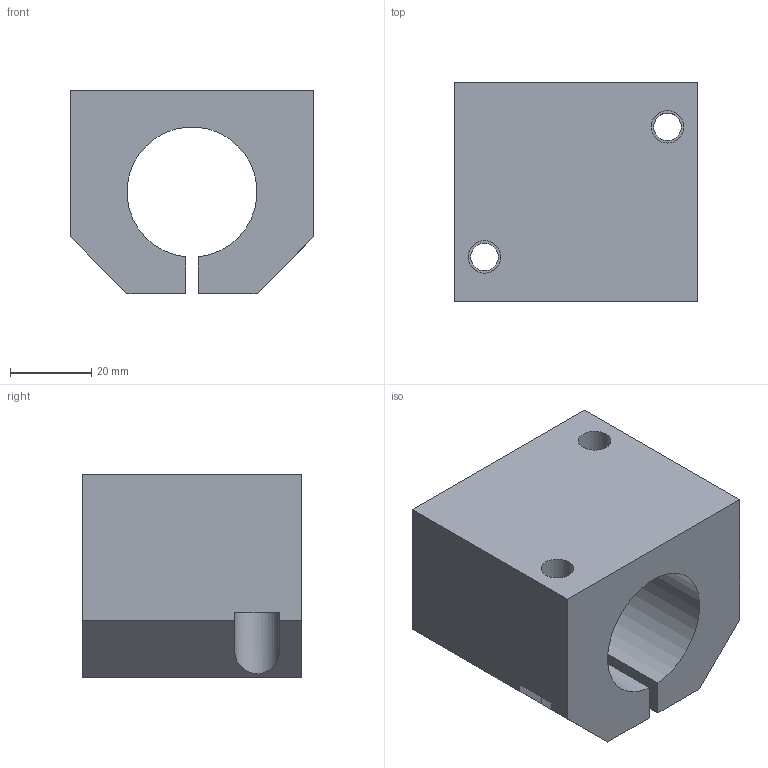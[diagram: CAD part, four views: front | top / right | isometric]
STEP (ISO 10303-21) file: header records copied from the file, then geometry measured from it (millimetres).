
FILE_DESCRIPTION( ( 'STEP AP214' ), '1' );
FILE_NAME( 'SGE-20.stp', '2010-02-01T12:33:45', ( ' ' ), ( ' ' ), 'XStep 1.0', ' ', ' ' );
FILE_SCHEMA( ( 'CONFIG_CONTROL_DESIGN) ( )' ) );
Length unit declared in the file: metre
Products named in the file (1): 1
Bounding box: 60 x 54 x 50 mm (x, y, z)
Volume: 101161.4 mm3; surface area: 23170.9 mm2
Topology: 1 solids, 1 shells, 29 faces, 74 edges, 50 vertices
Faces by surface type: plane 20, cylinder 9
Full cylindrical faces by diameter (mm): 4 x1, 6 x1, 6.8 x2, 8 x2
Entity records: 1094 total; most frequent: CARTESIAN_POINT 144, DIRECTION 144, ORIENTED_EDGE 132, EDGE_CURVE 66, AXIS2_PLACEMENT_3D 48, VERTEX_POINT 48, LINE 48, VECTOR 48
